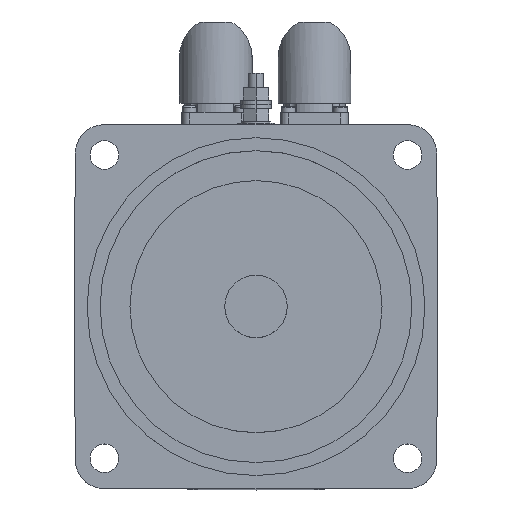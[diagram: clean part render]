
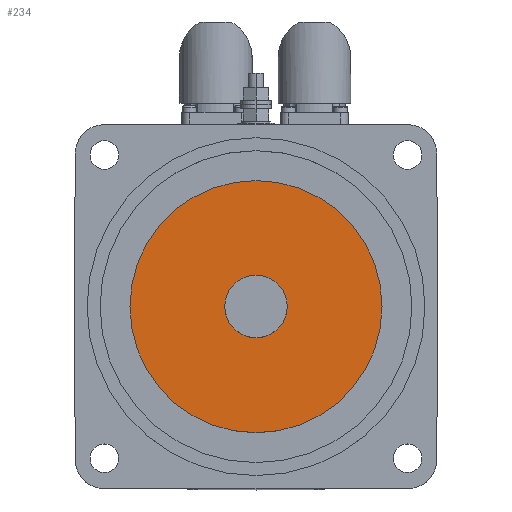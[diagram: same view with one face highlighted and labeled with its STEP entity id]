
A CAD part, top view. The second image highlights one B-rep face of the part: STEP entity #234.
In plain terms, the highlighted planar face has unit normal (0, 0, 1).
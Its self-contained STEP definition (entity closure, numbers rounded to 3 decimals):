
#234=ADVANCED_FACE('NONE',(#862,#863),#864,.F.);
#862=FACE_OUTER_BOUND('',#1938,.T.);
#863=FACE_BOUND('',#1939,.T.);
#864=PLANE('',#1940);
#1938=EDGE_LOOP('',(#4199,#4200));
#1939=EDGE_LOOP('',(#4201,#4202));
#1940=AXIS2_PLACEMENT_3D('',#4203,#4204,#4205);
#4199=ORIENTED_EDGE('',*,*,#7581,.F.);
#4200=ORIENTED_EDGE('',*,*,#7609,.F.);
#4201=ORIENTED_EDGE('',*,*,#7610,.F.);
#4202=ORIENTED_EDGE('',*,*,#7575,.F.);
#4203=CARTESIAN_POINT('',(0.0,48.5,298.95));
#4204=DIRECTION('',(0.0,0.0,-1.0));
#4205=DIRECTION('',(0.0,-1.0,0.0));
#7575=EDGE_CURVE('NONE',#8966,#8968,#8969,.T.);
#7581=EDGE_CURVE('NONE',#8979,#8980,#8981,.T.);
#7609=EDGE_CURVE('NONE',#8980,#8979,#9035,.T.);
#7610=EDGE_CURVE('NONE',#8968,#8966,#9036,.T.);
#8966=VERTEX_POINT('NONE',#11060);
#8968=VERTEX_POINT('NONE',#11063);
#8969=CIRCLE('',#11064,12.0);
#8979=VERTEX_POINT('NONE',#11077);
#8980=VERTEX_POINT('NONE',#11078);
#8981=CIRCLE('',#11079,48.5);
#9035=CIRCLE('',#11147,48.5);
#9036=CIRCLE('',#11148,12.0);
#11060=CARTESIAN_POINT('',(12.0,0.,298.95));
#11063=CARTESIAN_POINT('',(-12.0,0.0,298.95));
#11064=AXIS2_PLACEMENT_3D('',#14316,#14317,#14318);
#11077=CARTESIAN_POINT('',(-48.5,0.0,298.95));
#11078=CARTESIAN_POINT('',(48.5,0.,298.95));
#11079=AXIS2_PLACEMENT_3D('',#14328,#14329,#14330);
#11147=AXIS2_PLACEMENT_3D('',#14384,#14385,#14386);
#11148=AXIS2_PLACEMENT_3D('',#14387,#14388,#14389);
#14316=CARTESIAN_POINT('',(0.0,0.0,298.95));
#14317=DIRECTION('',(0.0,0.0,1.0));
#14318=DIRECTION('',(-1.0,0.0,0.0));
#14328=CARTESIAN_POINT('',(0.0,0.0,298.95));
#14329=DIRECTION('',(0.0,0.0,-1.0));
#14330=DIRECTION('',(-1.0,0.0,0.0));
#14384=CARTESIAN_POINT('',(0.0,0.0,298.95));
#14385=DIRECTION('',(0.0,0.0,-1.0));
#14386=DIRECTION('',(-1.0,0.0,0.0));
#14387=CARTESIAN_POINT('',(0.0,0.0,298.95));
#14388=DIRECTION('',(0.0,0.0,1.0));
#14389=DIRECTION('',(-1.0,0.0,0.0));
